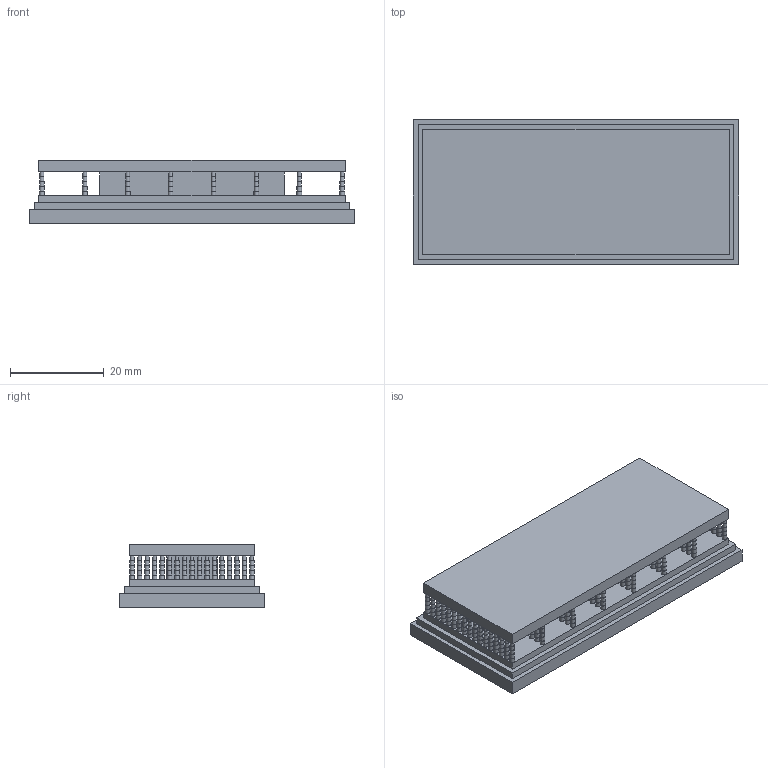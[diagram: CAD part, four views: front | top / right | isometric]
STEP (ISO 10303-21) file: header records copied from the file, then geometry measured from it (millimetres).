
FILE_DESCRIPTION(('Open CASCADE Model'),'2;1');
FILE_NAME('Open CASCADE Shape Model','2024-05-24T21:02:04',('Author'),( 'Open CASCADE'),'Open CASCADE STEP processor 7.7','Open CASCADE 7.7' ,'Unknown');
FILE_SCHEMA(('AUTOMOTIVE_DESIGN { 1 0 10303 214 1 1 1 1 }'));
Length unit declared in the file: millimetre
Products named in the file (1): Open CASCADE STEP translator 7.7 4
Bounding box: 69.5 x 30.9 x 13.6 mm (x, y, z)
Volume: 18995.1 mm3; surface area: 10605.4 mm2
Topology: 1 solids, 1 shells, 998 faces, 1680 edges, 1120 vertices
Faces by surface type: cylinder 540, plane 458
Full cylindrical faces by diameter (mm): 0.844 x108, 0.891 x108, 0.938 x108, 0.985 x108, 1.032 x108
Entity records: 46866 total; most frequent: CARTESIAN_POINT 8463, DIRECTION 7894, ORIENTED_EDGE 3360, PCURVE 3360, DEFINITIONAL_REPRESENTATION 3360, LINE 2872, VECTOR 2872, AXIS2_PLACEMENT_3D 2079
